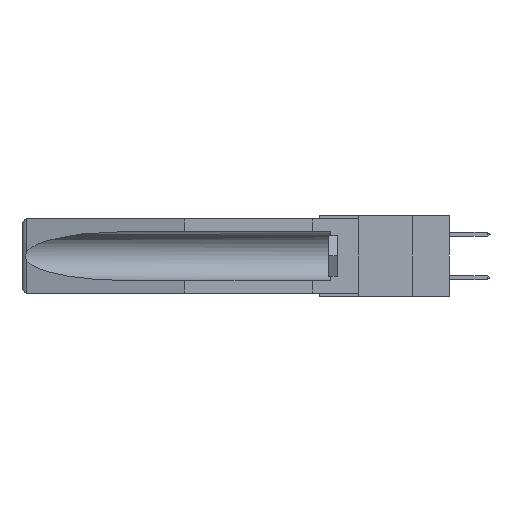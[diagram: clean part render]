
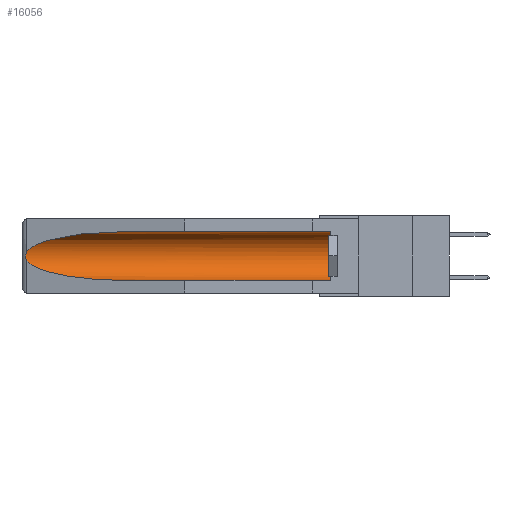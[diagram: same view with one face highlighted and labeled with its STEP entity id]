
A CAD part, left-side view. The second image highlights one B-rep face of the part: STEP entity #16056.
In plain terms, the highlighted cylindrical face has radius 2.857 mm (diameter 5.715 mm), a partial arc.
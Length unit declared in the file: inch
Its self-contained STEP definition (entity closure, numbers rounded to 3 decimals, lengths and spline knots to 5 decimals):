
#516 = FACE_OUTER_BOUND ( 'NONE', #14480, .T. ) ;
#994 = CARTESIAN_POINT ( 'NONE',  ( 0.2675, 1.53308, -0.17534 ) ) ;
#1966 = EDGE_CURVE ( 'NONE', #2926, #13154, #13409, .T. ) ;
#2926 = VERTEX_POINT ( 'NONE', #18943 ) ;
#3210 = CARTESIAN_POINT ( 'NONE',  ( 0.26597, 1.52961, -0.15275 ) ) ;
#4229 = DIRECTION ( 'NONE',  ( 0., 1., 0. ) ) ;
#4260 = CARTESIAN_POINT ( 'NONE',  ( 0.26655, 1.53094, -0.18657 ) ) ;
#4310 = VECTOR ( 'NONE', #4229, 39.37008 ) ;
#4390 = CARTESIAN_POINT ( 'NONE',  ( 0.25451, 1.48313, -0.24835 ) ) ;
#5313 = EDGE_CURVE ( 'NONE', #8247, #14414, #29374, .T. ) ;
#5474 = DIRECTION ( 'NONE',  ( 0., 1., 0. ) ) ;
#5645 = CARTESIAN_POINT ( 'NONE',  ( 0.26537, 1.52718, -0.14972 ) ) ;
#7132 = CARTESIAN_POINT ( 'NONE',  ( 0.25451, 1.48313, -0.09465 ) ) ;
#8247 = VERTEX_POINT ( 'NONE', #20851 ) ;
#9193 = AXIS2_PLACEMENT_3D ( 'NONE', #12603, #15138, #29690 ) ;
#9255 = CYLINDRICAL_SURFACE ( 'NONE', #9193, 0.1125 ) ;
#10426 = CIRCLE ( 'NONE', #14663, 0.1125 ) ;
#10553 = ORIENTED_EDGE ( 'NONE', *, *, #1966, .F. ) ;
#10854 = ORIENTED_EDGE ( 'NONE', *, *, #14144, .T. ) ;
#10949 = ORIENTED_EDGE ( 'NONE', *, *, #5313, .T. ) ;
#11276 = CARTESIAN_POINT ( 'NONE',  ( 0.2673, 1.53269, -0.17917 ) ) ;
#12603 = CARTESIAN_POINT ( 'NONE',  ( 0.155, -0.30754, -0.1715 ) ) ;
#13054 = CARTESIAN_POINT ( 'NONE',  ( 0.26654, 1.53092, -0.15636 ) ) ;
#13154 = VERTEX_POINT ( 'NONE', #16524 ) ;
#13409 = LINE ( 'NONE', #18733, #4310 ) ;
#13722 = CARTESIAN_POINT ( 'NONE',  ( 0.21114, 1.30732, -0.284 ) ) ;
#14144 = EDGE_CURVE ( 'NONE', #18610, #13154, #21321, .T. ) ;
#14414 = VERTEX_POINT ( 'NONE', #31032 ) ;
#14480 = EDGE_LOOP ( 'NONE', ( #15403, #19108, #10854, #10553, #27372, #10949 ) ) ;
#14663 = AXIS2_PLACEMENT_3D ( 'NONE', #26596, #29039, #24162 ) ;
#15119 = CARTESIAN_POINT ( 'NONE',  ( 0.155, -0.30754, -0.059 ) ) ;
#15138 = DIRECTION ( 'NONE',  ( 0., 1., 0. ) ) ;
#15242 = EDGE_CURVE ( 'NONE', #14414, #27062, #25978, .T. ) ;
#15320 = CARTESIAN_POINT ( 'NONE',  ( 0.26537, 1.52718, -0.14972 ) ) ;
#15403 = ORIENTED_EDGE ( 'NONE', *, *, #15242, .T. ) ;
#15488 = CARTESIAN_POINT ( 'NONE',  ( 0.2675, 1.53308, -0.16763 ) ) ;
#15590 = EDGE_CURVE ( 'NONE', #2926, #8247, #10426, .T. ) ;
#16056 = ADVANCED_FACE ( 'NONE', ( #516 ), #9255, .F. ) ;
#16524 = CARTESIAN_POINT ( 'NONE',  ( 0.155, 1.07973, -0.284 ) ) ;
#18610 = VERTEX_POINT ( 'NONE', #21986 ) ;
#18733 = CARTESIAN_POINT ( 'NONE',  ( 0.155, -0.30754, -0.284 ) ) ;
#18943 = CARTESIAN_POINT ( 'NONE',  ( 0.155, 0.126, -0.284 ) ) ;
#19108 = ORIENTED_EDGE ( 'NONE', *, *, #25939, .T. ) ;
#20851 = CARTESIAN_POINT ( 'NONE',  ( 0.155, 0.126, -0.059 ) ) ;
#21321 =( BOUNDED_CURVE ( )  B_SPLINE_CURVE ( 3, ( #28559, #4390, #13722, #23578 ),
 .UNSPECIFIED., .F., .F. ) 
 B_SPLINE_CURVE_WITH_KNOTS ( ( 4, 4 ),
 ( 0.1948, 1.5708 ),
 .UNSPECIFIED. ) 
 CURVE ( )  GEOMETRIC_REPRESENTATION_ITEM ( )  RATIONAL_B_SPLINE_CURVE ( ( 1., 0.848, 0.848, 1. ) ) 
 REPRESENTATION_ITEM ( '' )  );
#21957 = CARTESIAN_POINT ( 'NONE',  ( 0.26537, 1.52718, -0.14972 ) ) ;
#21986 = CARTESIAN_POINT ( 'NONE',  ( 0.26537, 1.52718, -0.19328 ) ) ;
#22685 = B_SPLINE_CURVE_WITH_KNOTS ( 'NONE', 3,
 ( #5645, #3210, #13054, #30043, #15488, #994, #11276, #4260, #28544, #28333 ),
 .UNSPECIFIED., .F., .F.,
 ( 4, 2, 2, 2, 4 ),
 ( 0., 0.00029, 0.00058, 0.00087, 0.00117 ),
 .UNSPECIFIED. ) ;
#23578 = CARTESIAN_POINT ( 'NONE',  ( 0.155, 1.07973, -0.284 ) ) ;
#24162 = DIRECTION ( 'NONE',  ( 0., 0., 1. ) ) ;
#25939 = EDGE_CURVE ( 'NONE', #27062, #18610, #22685, .T. ) ;
#25978 =( BOUNDED_CURVE ( )  B_SPLINE_CURVE ( 3, ( #26528, #26950, #7132, #21957 ),
 .UNSPECIFIED., .F., .F. ) 
 B_SPLINE_CURVE_WITH_KNOTS ( ( 4, 4 ),
 ( 4.71239, 6.08839 ),
 .UNSPECIFIED. ) 
 CURVE ( )  GEOMETRIC_REPRESENTATION_ITEM ( )  RATIONAL_B_SPLINE_CURVE ( ( 1., 0.848, 0.848, 1. ) ) 
 REPRESENTATION_ITEM ( '' )  );
#26528 = CARTESIAN_POINT ( 'NONE',  ( 0.155, 1.07973, -0.059 ) ) ;
#26596 = CARTESIAN_POINT ( 'NONE',  ( 0.155, 0.126, -0.1715 ) ) ;
#26950 = CARTESIAN_POINT ( 'NONE',  ( 0.21114, 1.30732, -0.059 ) ) ;
#27062 = VERTEX_POINT ( 'NONE', #15320 ) ;
#27372 = ORIENTED_EDGE ( 'NONE', *, *, #15590, .T. ) ;
#28333 = CARTESIAN_POINT ( 'NONE',  ( 0.26537, 1.52718, -0.19328 ) ) ;
#28544 = CARTESIAN_POINT ( 'NONE',  ( 0.26597, 1.5296, -0.19026 ) ) ;
#28559 = CARTESIAN_POINT ( 'NONE',  ( 0.26537, 1.52718, -0.19328 ) ) ;
#29039 = DIRECTION ( 'NONE',  ( 0., -1., 0. ) ) ;
#29374 = LINE ( 'NONE', #15119, #30139 ) ;
#29690 = DIRECTION ( 'NONE',  ( 0., 0., 1. ) ) ;
#30043 = CARTESIAN_POINT ( 'NONE',  ( 0.2673, 1.5327, -0.16383 ) ) ;
#30139 = VECTOR ( 'NONE', #5474, 39.37008 ) ;
#31032 = CARTESIAN_POINT ( 'NONE',  ( 0.155, 1.07973, -0.059 ) ) ;
